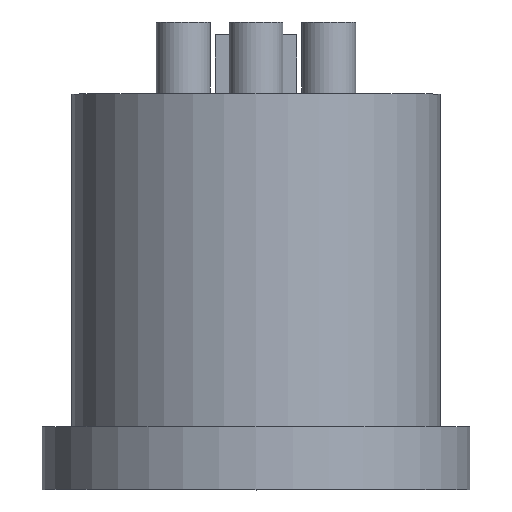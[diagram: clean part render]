
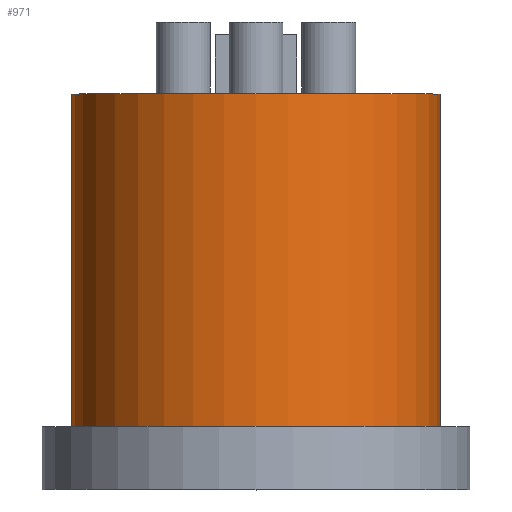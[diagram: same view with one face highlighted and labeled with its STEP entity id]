
A CAD part, top view. The second image highlights one B-rep face of the part: STEP entity #971.
In plain terms, the highlighted cylindrical face has radius 10.25 mm (diameter 20.5 mm), a partial arc.
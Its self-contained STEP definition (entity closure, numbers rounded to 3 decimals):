
#361=DIRECTION('',(0.,1.,0.));
#362=VECTOR('',#361,18.5);
#363=CARTESIAN_POINT('',(10.25,3.5,0.));
#364=LINE('',#363,#362);
#365=CARTESIAN_POINT('',(0.,3.5,0.));
#366=DIRECTION('',(0.,-1.,0.));
#367=DIRECTION('',(1.,0.,0.));
#368=AXIS2_PLACEMENT_3D('',#365,#366,#367);
#370=DIRECTION('',(0.,1.,0.));
#371=VECTOR('',#370,18.5);
#372=CARTESIAN_POINT('',(-10.25,3.5,0.));
#373=LINE('',#372,#371);
#374=CARTESIAN_POINT('',(0.,22.,0.));
#375=DIRECTION('',(0.,-1.,0.));
#376=DIRECTION('',(1.,0.,0.));
#377=AXIS2_PLACEMENT_3D('',#374,#375,#376);
#604=CARTESIAN_POINT('',(10.25,3.5,0.));
#605=CARTESIAN_POINT('',(10.25,22.,0.));
#606=VERTEX_POINT('',#604);
#607=VERTEX_POINT('',#605);
#616=CARTESIAN_POINT('',(-10.25,3.5,0.));
#617=CARTESIAN_POINT('',(-10.25,22.,0.));
#618=VERTEX_POINT('',#616);
#619=VERTEX_POINT('',#617);
#959=CARTESIAN_POINT('',(0.,-1.1,0.));
#960=DIRECTION('',(0.,1.,0.));
#961=DIRECTION('',(1.,0.,0.));
#962=AXIS2_PLACEMENT_3D('',#959,#960,#961);
#963=CYLINDRICAL_SURFACE('',#962,10.25);
#964=ORIENTED_EDGE('',*,*,#949,.F.);
#965=ORIENTED_EDGE('',*,*,#939,.T.);
#966=ORIENTED_EDGE('',*,*,#953,.T.);
#968=ORIENTED_EDGE('',*,*,#967,.F.);
#969=EDGE_LOOP('',(#964,#965,#966,#968));
#970=FACE_OUTER_BOUND('',#969,.F.);
#971=ADVANCED_FACE('',(#970),#963,.T.);
#369=CIRCLE('',#368,10.25);
#378=CIRCLE('',#377,10.25);
#939=EDGE_CURVE('',#606,#618,#369,.T.);
#949=EDGE_CURVE('',#606,#607,#364,.T.);
#953=EDGE_CURVE('',#618,#619,#373,.T.);
#967=EDGE_CURVE('',#607,#619,#378,.T.);
